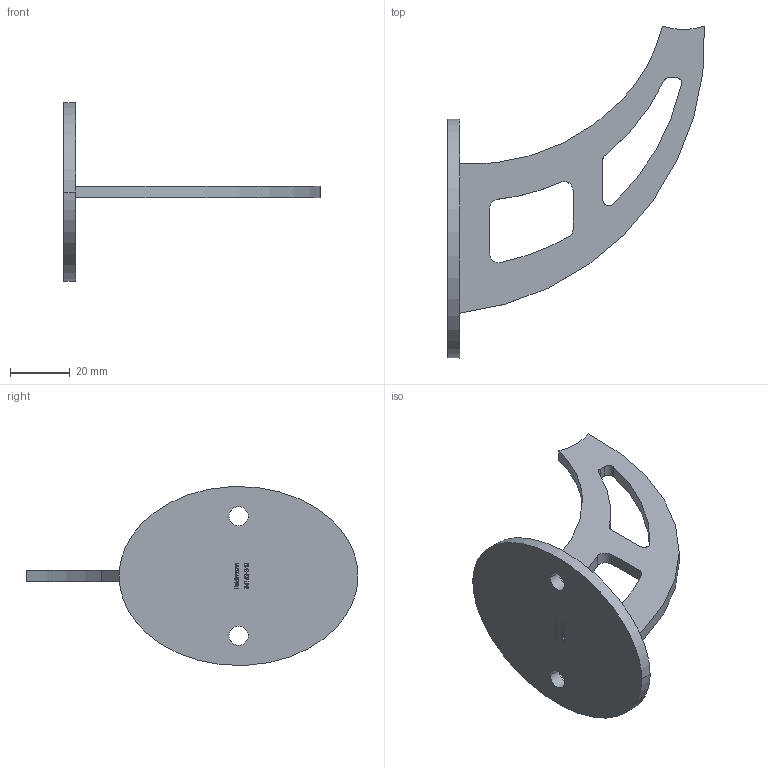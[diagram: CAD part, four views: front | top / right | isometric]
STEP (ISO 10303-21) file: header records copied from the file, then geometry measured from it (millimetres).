
FILE_DESCRIPTION (( 'STEP AP203' ), '1' );
FILE_NAME ('54152-240.STEP', '2020-09-18T09:25:22', ( '' ), ( '' ), 'SwSTEP 2.0', 'SolidWorks 2018', '' );
FILE_SCHEMA (( 'CONFIG_CONTROL_DESIGN' ));
Length unit declared in the file: millimetre
Products named in the file (2): 54152-240
Bounding box: 86 x 111.19 x 59.92 mm (x, y, z)
Volume: 25747.9 mm3; surface area: 15501.9 mm2
Topology: 1 solids, 1 shells, 252 faces, 678 edges, 452 vertices
Faces by surface type: plane 145, bspline 87, cylinder 20
Entity records: 12637 total; most frequent: CARTESIAN_POINT 6703, ORIENTED_EDGE 1356, DIRECTION 878, EDGE_CURVE 678, LINE 464, VECTOR 464, VERTEX_POINT 452, EDGE_LOOP 284
